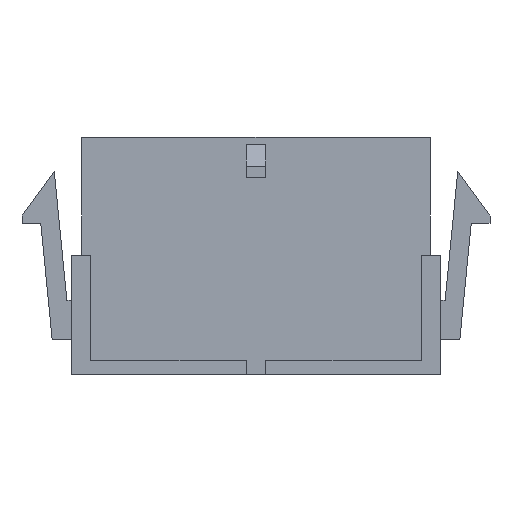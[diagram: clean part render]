
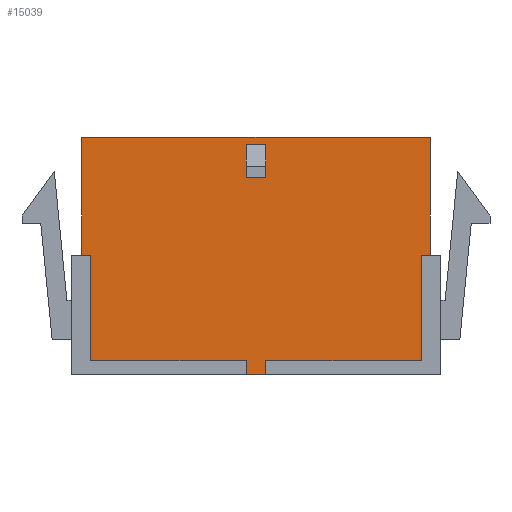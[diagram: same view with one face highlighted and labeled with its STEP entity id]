
A CAD part, front view. The second image highlights one B-rep face of the part: STEP entity #15039.
In plain terms, the highlighted planar face has unit normal (0, -1, 0).
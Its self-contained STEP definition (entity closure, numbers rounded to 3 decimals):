
#1354=ORIENTED_EDGE('',*,*,#5643,.T.);
#1355=ORIENTED_EDGE('',*,*,#5644,.T.);
#1356=ORIENTED_EDGE('',*,*,#5645,.F.);
#1357=ORIENTED_EDGE('',*,*,#5646,.F.);
#1358=ORIENTED_EDGE('',*,*,#5639,.T.);
#1359=ORIENTED_EDGE('',*,*,#4669,.T.);
#1360=ORIENTED_EDGE('',*,*,#5632,.F.);
#1361=ORIENTED_EDGE('',*,*,#5647,.F.);
#1362=ORIENTED_EDGE('',*,*,#5648,.T.);
#1363=ORIENTED_EDGE('',*,*,#5649,.T.);
#1364=ORIENTED_EDGE('',*,*,#5650,.T.);
#1365=ORIENTED_EDGE('',*,*,#5651,.F.);
#1366=ORIENTED_EDGE('',*,*,#5652,.F.);
#1367=ORIENTED_EDGE('',*,*,#5653,.F.);
#1368=ORIENTED_EDGE('',*,*,#5654,.T.);
#1369=ORIENTED_EDGE('',*,*,#5655,.T.);
#4669=EDGE_CURVE('',#6866,#6864,#8291,.T.);
#5632=EDGE_CURVE('',#7721,#6864,#9224,.T.);
#5639=EDGE_CURVE('',#7728,#6866,#9231,.T.);
#5643=EDGE_CURVE('',#7731,#7732,#9235,.T.);
#5644=EDGE_CURVE('',#7732,#7733,#9236,.T.);
#5645=EDGE_CURVE('',#7734,#7733,#9237,.T.);
#5646=EDGE_CURVE('',#7728,#7734,#9238,.T.);
#5647=EDGE_CURVE('',#7735,#7721,#9239,.T.);
#5648=EDGE_CURVE('',#7735,#7736,#9240,.T.);
#5649=EDGE_CURVE('',#7736,#7737,#9241,.T.);
#5650=EDGE_CURVE('',#7737,#7738,#9242,.T.);
#5651=EDGE_CURVE('',#7731,#7738,#9243,.T.);
#5652=EDGE_CURVE('',#7739,#7740,#9244,.T.);
#5653=EDGE_CURVE('',#7741,#7739,#9245,.T.);
#5654=EDGE_CURVE('',#7741,#7742,#9246,.T.);
#5655=EDGE_CURVE('',#7742,#7740,#9247,.T.);
#6864=VERTEX_POINT('',#20758);
#6866=VERTEX_POINT('',#20761);
#7721=VERTEX_POINT('',#22700);
#7728=VERTEX_POINT('',#22716);
#7731=VERTEX_POINT('',#22724);
#7732=VERTEX_POINT('',#22725);
#7733=VERTEX_POINT('',#22727);
#7734=VERTEX_POINT('',#22729);
#7735=VERTEX_POINT('',#22732);
#7736=VERTEX_POINT('',#22734);
#7737=VERTEX_POINT('',#22736);
#7738=VERTEX_POINT('',#22738);
#7739=VERTEX_POINT('',#22741);
#7740=VERTEX_POINT('',#22742);
#7741=VERTEX_POINT('',#22744);
#7742=VERTEX_POINT('',#22746);
#8291=LINE('',#20760,#10430);
#9224=LINE('',#22701,#11363);
#9231=LINE('',#22715,#11370);
#9235=LINE('',#22723,#11374);
#9236=LINE('',#22726,#11375);
#9237=LINE('',#22728,#11376);
#9238=LINE('',#22730,#11377);
#9239=LINE('',#22731,#11378);
#9240=LINE('',#22733,#11379);
#9241=LINE('',#22735,#11380);
#9242=LINE('',#22737,#11381);
#9243=LINE('',#22739,#11382);
#9244=LINE('',#22740,#11383);
#9245=LINE('',#22743,#11384);
#9246=LINE('',#22745,#11385);
#9247=LINE('',#22747,#11386);
#10430=VECTOR('',#16758,1000.);
#11363=VECTOR('',#17995,1000.);
#11370=VECTOR('',#18004,1000.);
#11374=VECTOR('',#18010,1000.);
#11375=VECTOR('',#18011,1000.);
#11376=VECTOR('',#18012,1000.);
#11377=VECTOR('',#18013,1000.);
#11378=VECTOR('',#18014,1000.);
#11379=VECTOR('',#18015,1000.);
#11380=VECTOR('',#18016,1000.);
#11381=VECTOR('',#18017,1000.);
#11382=VECTOR('',#18018,1000.);
#11383=VECTOR('',#18019,1000.);
#11384=VECTOR('',#18020,1000.);
#11385=VECTOR('',#18021,1000.);
#11386=VECTOR('',#18022,1000.);
#12594=EDGE_LOOP('',(#1354,#1355,#1356,#1357,#1358,#1359,#1360,#1361,#1362,
#1363,#1364,#1365));
#12595=EDGE_LOOP('',(#1366,#1367,#1368,#1369));
#13448=FACE_BOUND('',#12594,.T.);
#13449=FACE_BOUND('',#12595,.T.);
#14268=PLANE('',#15889);
#15039=ADVANCED_FACE('',(#13448,#13449),#14268,.T.);
#15889=AXIS2_PLACEMENT_3D('',#22722,#18008,#18009);
#16758=DIRECTION('',(-1.,0.,0.));
#17995=DIRECTION('',(0.,0.,1.));
#18004=DIRECTION('',(0.,0.,1.));
#18008=DIRECTION('',(0.,-1.,0.));
#18009=DIRECTION('',(0.,0.,-1.));
#18010=DIRECTION('',(0.,0.,1.));
#18011=DIRECTION('',(1.,0.,0.));
#18012=DIRECTION('',(0.,0.,-1.));
#18013=DIRECTION('',(-1.,0.,0.));
#18014=DIRECTION('',(-1.,0.,0.));
#18015=DIRECTION('',(0.,0.,-1.));
#18016=DIRECTION('',(1.,0.,0.));
#18017=DIRECTION('',(0.,0.,-1.));
#18018=DIRECTION('',(-1.,0.,0.));
#18019=DIRECTION('',(-1.,0.,0.));
#18020=DIRECTION('',(0.,0.,1.));
#18021=DIRECTION('',(-1.,0.,0.));
#18022=DIRECTION('',(0.,0.,1.));
#20758=CARTESIAN_POINT('',(-12.425,-3.425,8.45));
#20760=CARTESIAN_POINT('',(12.425,-3.425,8.45));
#20761=CARTESIAN_POINT('',(12.425,-3.425,8.45));
#22700=CARTESIAN_POINT('',(-12.425,-3.425,0.05));
#22701=CARTESIAN_POINT('',(-12.425,-3.425,-8.45));
#22715=CARTESIAN_POINT('',(12.425,-3.425,-8.45));
#22716=CARTESIAN_POINT('',(12.425,-3.425,0.05));
#22722=CARTESIAN_POINT('',(12.425,-3.425,-8.45));
#22723=CARTESIAN_POINT('',(0.7,-3.425,-8.45));
#22724=CARTESIAN_POINT('',(0.7,-3.425,-8.45));
#22725=CARTESIAN_POINT('',(0.7,-3.425,-7.45));
#22726=CARTESIAN_POINT('',(0.7,-3.425,-7.45));
#22727=CARTESIAN_POINT('',(11.775,-3.425,-7.45));
#22728=CARTESIAN_POINT('',(11.775,-3.425,0.05));
#22729=CARTESIAN_POINT('',(11.775,-3.425,0.05));
#22730=CARTESIAN_POINT('',(12.425,-3.425,0.05));
#22731=CARTESIAN_POINT('',(-11.775,-3.425,0.05));
#22732=CARTESIAN_POINT('',(-11.775,-3.425,0.05));
#22733=CARTESIAN_POINT('',(-11.775,-3.425,0.05));
#22734=CARTESIAN_POINT('',(-11.775,-3.425,-7.45));
#22735=CARTESIAN_POINT('',(-11.775,-3.425,-7.45));
#22736=CARTESIAN_POINT('',(-0.7,-3.425,-7.45));
#22737=CARTESIAN_POINT('',(-0.7,-3.425,-7.45));
#22738=CARTESIAN_POINT('',(-0.7,-3.425,-8.45));
#22739=CARTESIAN_POINT('',(12.425,-3.425,-8.45));
#22740=CARTESIAN_POINT('',(0.7,-3.425,7.95));
#22741=CARTESIAN_POINT('',(0.7,-3.425,7.95));
#22742=CARTESIAN_POINT('',(-0.7,-3.425,7.95));
#22743=CARTESIAN_POINT('',(0.7,-3.425,5.75));
#22744=CARTESIAN_POINT('',(0.7,-3.425,5.75));
#22745=CARTESIAN_POINT('',(0.7,-3.425,5.75));
#22746=CARTESIAN_POINT('',(-0.7,-3.425,5.75));
#22747=CARTESIAN_POINT('',(-0.7,-3.425,5.75));
